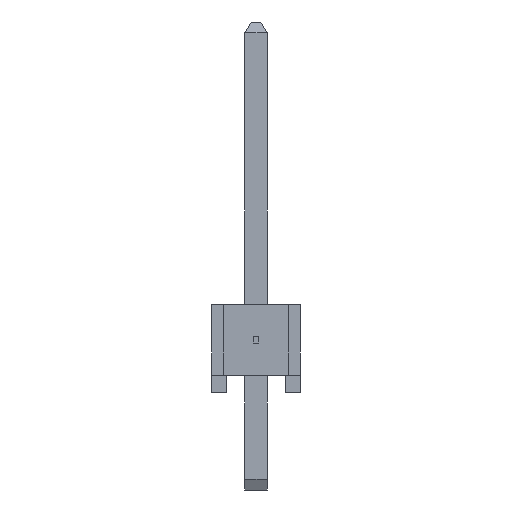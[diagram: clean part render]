
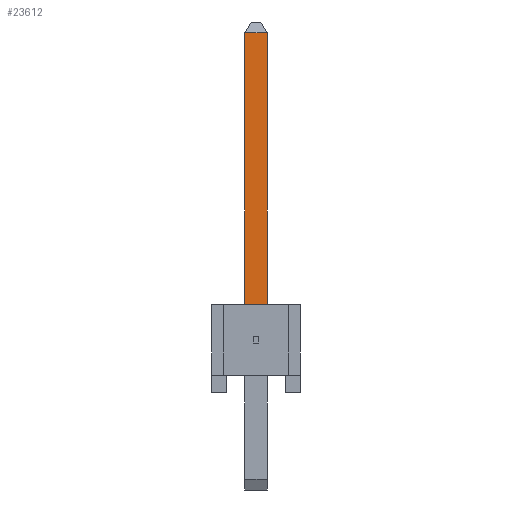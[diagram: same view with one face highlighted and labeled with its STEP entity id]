
A CAD part, left-side view. The second image highlights one B-rep face of the part: STEP entity #23612.
In plain terms, the highlighted planar face has unit normal (-1, 0, 0).
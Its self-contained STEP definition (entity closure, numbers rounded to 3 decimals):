
#23612 = ADVANCED_FACE('',(#23613),#23647,.F.);
#23613 = FACE_BOUND('',#23614,.T.);
#23614 = EDGE_LOOP('',(#23615,#23625,#23633,#23641));
#23615 = ORIENTED_EDGE('',*,*,#23616,.T.);
#23616 = EDGE_CURVE('',#23617,#23619,#23621,.T.);
#23617 = VERTEX_POINT('',#23618);
#23618 = CARTESIAN_POINT('',(-23.178,13.157,0.318));
#23619 = VERTEX_POINT('',#23620);
#23620 = CARTESIAN_POINT('',(-23.178,13.157,-0.318));
#23621 = LINE('',#23622,#23623);
#23622 = CARTESIAN_POINT('',(-23.178,13.157,2.54));
#23623 = VECTOR('',#23624,1.);
#23624 = DIRECTION('',(0.,0.,-1.));
#23625 = ORIENTED_EDGE('',*,*,#23626,.T.);
#23626 = EDGE_CURVE('',#23619,#23627,#23629,.T.);
#23627 = VERTEX_POINT('',#23628);
#23628 = CARTESIAN_POINT('',(-23.178,4.191,-0.318));
#23629 = LINE('',#23630,#23631);
#23630 = CARTESIAN_POINT('',(-23.178,13.462,-0.318));
#23631 = VECTOR('',#23632,1.);
#23632 = DIRECTION('',(0.,-1.,0.));
#23633 = ORIENTED_EDGE('',*,*,#23634,.F.);
#23634 = EDGE_CURVE('',#23635,#23627,#23637,.T.);
#23635 = VERTEX_POINT('',#23636);
#23636 = CARTESIAN_POINT('',(-23.178,4.191,0.318));
#23637 = LINE('',#23638,#23639);
#23638 = CARTESIAN_POINT('',(-23.178,4.191,0.318));
#23639 = VECTOR('',#23640,1.);
#23640 = DIRECTION('',(0.,0.,-1.));
#23641 = ORIENTED_EDGE('',*,*,#23642,.F.);
#23642 = EDGE_CURVE('',#23617,#23635,#23643,.T.);
#23643 = LINE('',#23644,#23645);
#23644 = CARTESIAN_POINT('',(-23.178,13.462,0.318));
#23645 = VECTOR('',#23646,1.);
#23646 = DIRECTION('',(0.,-1.,0.));
#23647 = PLANE('',#23648);
#23648 = AXIS2_PLACEMENT_3D('',#23649,#23650,#23651);
#23649 = CARTESIAN_POINT('',(-23.178,13.462,0.318));
#23650 = DIRECTION('',(1.,0.,0.));
#23651 = DIRECTION('',(0.,0.,-1.));
